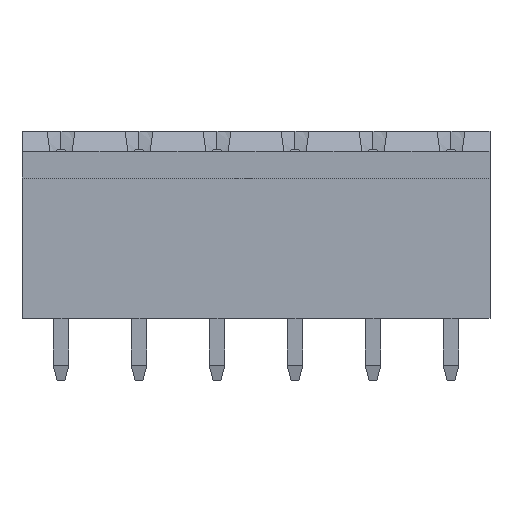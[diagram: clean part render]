
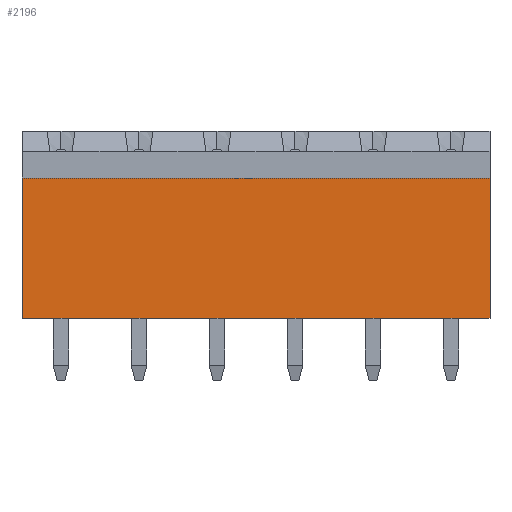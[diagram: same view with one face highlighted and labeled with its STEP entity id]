
A CAD part, front view. The second image highlights one B-rep face of the part: STEP entity #2196.
In plain terms, the highlighted planar face has unit normal (0, -1, 0).
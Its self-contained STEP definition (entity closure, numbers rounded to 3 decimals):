
#2171 = VERTEX_POINT('',#2172);
#2172 = CARTESIAN_POINT('',(-5.,-3.95,9.19));
#2178 = EDGE_CURVE('',#2171,#2179,#2181,.T.);
#2179 = VERTEX_POINT('',#2180);
#2180 = CARTESIAN_POINT('',(25.,-3.95,9.19));
#2181 = LINE('',#2182,#2183);
#2182 = CARTESIAN_POINT('',(15.,-3.95,9.19));
#2183 = VECTOR('',#2184,1.);
#2184 = DIRECTION('',(1.,0.,0.));
#2196 = ADVANCED_FACE('',(#2197),#2222,.F.);
#2197 = FACE_BOUND('',#2198,.T.);
#2198 = EDGE_LOOP('',(#2199,#2200,#2208,#2216));
#2199 = ORIENTED_EDGE('',*,*,#2178,.F.);
#2200 = ORIENTED_EDGE('',*,*,#2201,.F.);
#2201 = EDGE_CURVE('',#2202,#2171,#2204,.T.);
#2202 = VERTEX_POINT('',#2203);
#2203 = CARTESIAN_POINT('',(-5.,-3.95,0.19));
#2204 = LINE('',#2205,#2206);
#2205 = CARTESIAN_POINT('',(-5.,-3.95,9.19));
#2206 = VECTOR('',#2207,1.);
#2207 = DIRECTION('',(0.,0.,1.));
#2208 = ORIENTED_EDGE('',*,*,#2209,.F.);
#2209 = EDGE_CURVE('',#2210,#2202,#2212,.T.);
#2210 = VERTEX_POINT('',#2211);
#2211 = CARTESIAN_POINT('',(25.,-3.95,0.19));
#2212 = LINE('',#2213,#2214);
#2213 = CARTESIAN_POINT('',(25.,-3.95,0.19));
#2214 = VECTOR('',#2215,1.);
#2215 = DIRECTION('',(-1.,0.,0.));
#2216 = ORIENTED_EDGE('',*,*,#2217,.F.);
#2217 = EDGE_CURVE('',#2179,#2210,#2218,.T.);
#2218 = LINE('',#2219,#2220);
#2219 = CARTESIAN_POINT('',(25.,-3.95,9.19));
#2220 = VECTOR('',#2221,1.);
#2221 = DIRECTION('',(0.,0.,-1.));
#2222 = PLANE('',#2223);
#2223 = AXIS2_PLACEMENT_3D('',#2224,#2225,#2226);
#2224 = CARTESIAN_POINT('',(5.,-3.95,9.19));
#2225 = DIRECTION('',(0.,1.,0.));
#2226 = DIRECTION('',(0.,0.,-1.));
